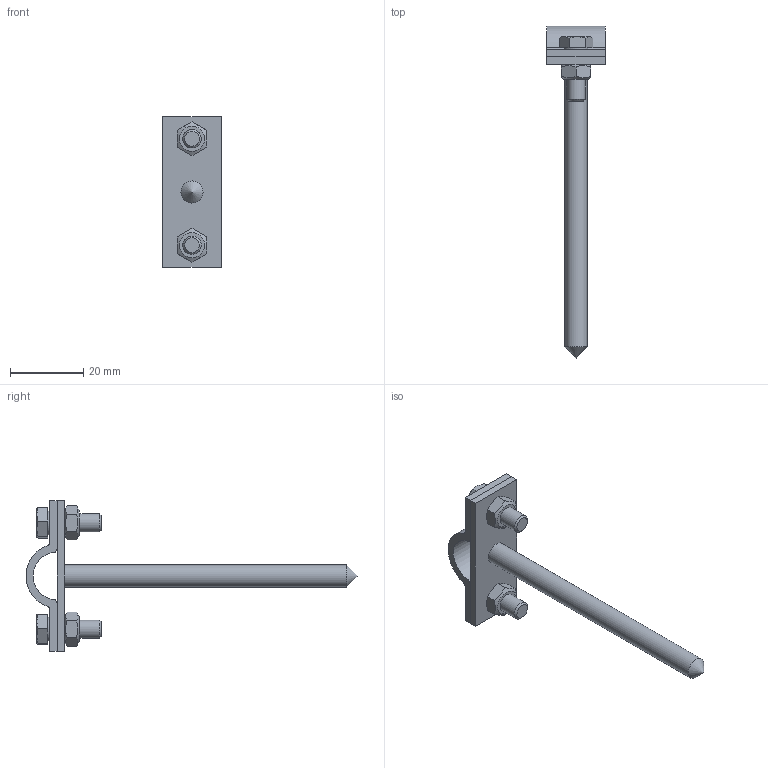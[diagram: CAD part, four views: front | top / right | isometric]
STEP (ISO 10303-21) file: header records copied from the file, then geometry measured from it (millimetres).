
FILE_DESCRIPTION(/* description */ (''),/* implementation_level */ '2;1');
FILE_NAME(/* name */ 'DPV-80.stp',/* time_stamp */ '2023-05-18T17:07:18+03:00',/* author */ ('man37'),/* organization */ (''),/* preprocessor_version */ 'ST-DEVELOPER v19.2',/* originating_system */ 'Autodesk Inventor 2023',/* authorisation */ '');
FILE_SCHEMA (('AUTOMOTIVE_DESIGN { 1 0 10303 214 3 1 1 }'));
Length unit declared in the file: millimetre
Products named in the file (5): DPV сборка-01-01; DPV низ-80; DPV верх; DIN 933 - M5  x 14; DIN 934 - M5
Assembly tree (6 placements, depth 2):
  DPV сборка-01-01
    DPV низ-80
    DPV верх
    DIN 933 - M5  x 14  x2
    DIN 934 - M5  x2
Bounding box: 16 x 90.47 x 41 mm (x, y, z)
Volume: 6067.9 mm3; surface area: 6022.5 mm2
Topology: 7 solids, 7 shells, 98 faces, 220 edges, 139 vertices
Faces by surface type: plane 54, cone 25, cylinder 19
Full cylindrical faces by diameter (mm): 4.134 x2, 4.567 x2, 5 x5, 6 x1, 6.7 x2
Entity records: 2003 total; most frequent: CARTESIAN_POINT 363, DIRECTION 315, ORIENTED_EDGE 292, EDGE_CURVE 146, AXIS2_PLACEMENT_3D 118, VERTEX_POINT 94, LINE 79, VECTOR 79
